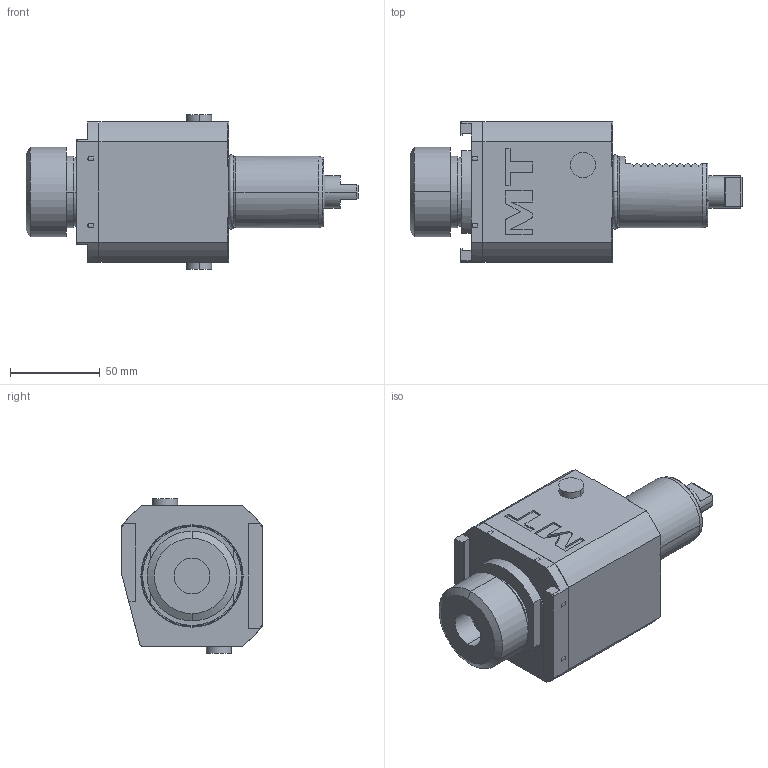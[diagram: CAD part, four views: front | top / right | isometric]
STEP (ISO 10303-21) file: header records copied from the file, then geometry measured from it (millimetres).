
FILE_DESCRIPTION((''),'2;1');
FILE_NAME('DUP0570232_CONF','2023-05-29T15:16:03',('smalpassi'),('M.T. srl'),'CREO PARAMETRIC BY PTC INC, 2021072','CREO PARAMETRIC BY PTC INC, 2021072','');
FILE_SCHEMA(('CONFIG_CONTROL_DESIGN'));
Length unit declared in the file: millimetre
Products named in the file (1): DUP0570232_CONF
Bounding box: 184.96 x 78.22 x 86 mm (x, y, z)
Volume: 576413.5 mm3; surface area: 59621.3 mm2
Topology: 1 solids, 1 shells, 260 faces, 673 edges, 441 vertices
Faces by surface type: plane 140, cylinder 84, cone 18, torus 14, extrusion 4
Entity records: 8543 total; most frequent: CARTESIAN_POINT 2134, ORIENTED_EDGE 1342, DIRECTION 1276, EDGE_CURVE 671, AXIS2_PLACEMENT_3D 442, VERTEX_POINT 441, VECTOR 392, LINE 388
